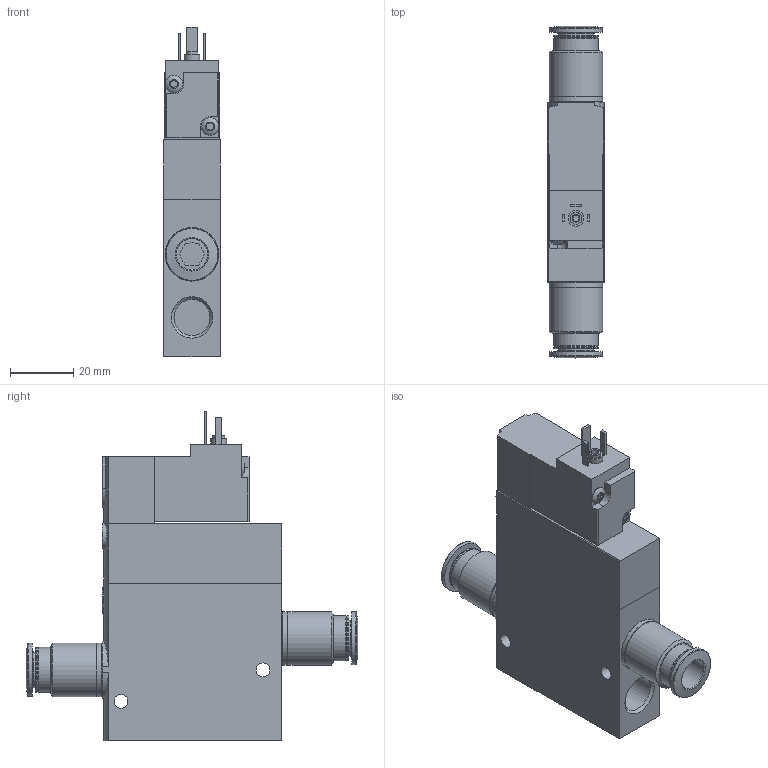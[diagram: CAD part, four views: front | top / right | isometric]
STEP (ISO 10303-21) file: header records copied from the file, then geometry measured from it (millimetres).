
FILE_DESCRIPTION(/* description */ ('STEP AP214'),/* implementation_level */ '2;1');
FILE_NAME(/* name */ '163157_CPE18-M1H-3GL-QS-10',/* time_stamp */ '2024-08-06T19:21:34+02:00',/* author */ ('License CC BY-ND 4.0'),/* organization */ ('CADENAS'),/* preprocessor_version */ 'ST-DEVELOPER v19.3',/* originating_system */ 'PARTsolutions',/* authorisation */ ' ');
FILE_SCHEMA (('AUTOMOTIVE_DESIGN {1 0 10303 214 3 1 1}'));
Length unit declared in the file: millimetre
Products named in the file (4): 163157 CPE18-M1H-3GL-QS-10; CPE18-...-3/2; 186112 QS-G1/4-10-I; CPE18-KMEB_M1H
Assembly tree (4 placements, depth 2):
  163157 CPE18-M1H-3GL-QS-10
    CPE18-...-3/2
    186112 QS-G1/4-10-I  x2
    CPE18-KMEB_M1H
Bounding box: 18 x 105.2 x 104.5 mm (x, y, z)
Volume: 89447.7 mm3; surface area: 26061.7 mm2
Topology: 4 solids, 4 shells, 230 faces, 530 edges, 337 vertices
Faces by surface type: plane 108, cylinder 81, cone 33, torus 8
Full cylindrical faces by diameter (mm): 2 x1, 2.013 x1, 2.5 x1, 3.8 x1, 4.134 x2, 4.4 x2, 5 x1, 5.6 x3, 8 x2, 10 x2, 11.4 x2, 11.445 x3, 13.157 x2, 14.3 x4, 16.4 x4, 16.8 x2, 17 x4
Entity records: 5446 total; most frequent: CARTESIAN_POINT 1033, DIRECTION 828, ORIENTED_EDGE 750, EDGE_CURVE 375, AXIS2_PLACEMENT_3D 318, VERTEX_POINT 266, EDGE_LOOP 257, FACE_BOUND 257
